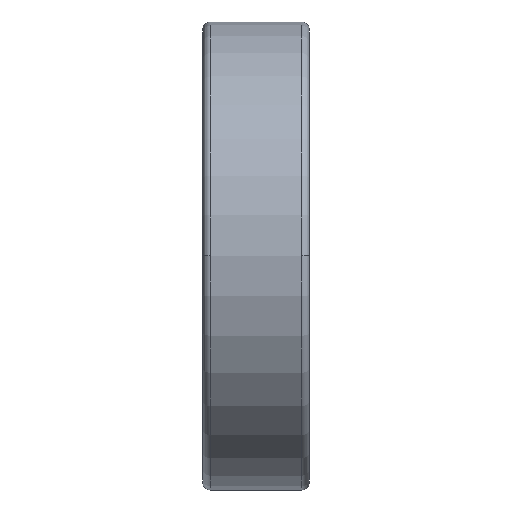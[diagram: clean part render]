
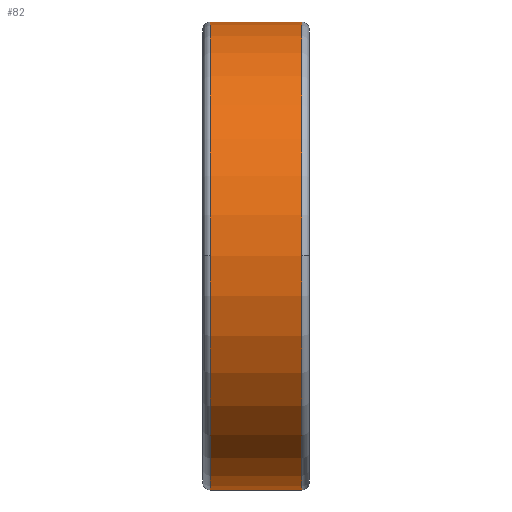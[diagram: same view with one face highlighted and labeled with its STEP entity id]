
A CAD part, top view. The second image highlights one B-rep face of the part: STEP entity #82.
In plain terms, the highlighted cylindrical face has radius 90 mm (diameter 180 mm), a partial arc.
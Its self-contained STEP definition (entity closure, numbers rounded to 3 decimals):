
#82=ADVANCED_FACE('',(#205),#206,.T.);
#205=FACE_OUTER_BOUND('',#467,.T.);
#206=CYLINDRICAL_SURFACE('',#468,90.0);
#467=EDGE_LOOP('',(#753,#754,#755,#756,#757,#758));
#468=AXIS2_PLACEMENT_3D('',#759,#760,#761);
#753=ORIENTED_EDGE('',*,*,#1621,.F.);
#754=ORIENTED_EDGE('',*,*,#1622,.T.);
#755=ORIENTED_EDGE('',*,*,#1623,.T.);
#756=ORIENTED_EDGE('',*,*,#1624,.F.);
#757=ORIENTED_EDGE('',*,*,#1625,.F.);
#758=ORIENTED_EDGE('',*,*,#1617,.F.);
#759=CARTESIAN_POINT('',(20.5,0.0,0.0));
#760=DIRECTION('',(1.0,0.0,0.0));
#761=DIRECTION('',(0.0,1.0,0.0));
#1617=EDGE_CURVE('',#1892,#1894,#1895,.T.);
#1621=EDGE_CURVE('',#1901,#1892,#1902,.T.);
#1622=EDGE_CURVE('',#1901,#1903,#1904,.T.);
#1623=EDGE_CURVE('',#1903,#1905,#1906,.T.);
#1624=EDGE_CURVE('',#1907,#1905,#1908,.T.);
#1625=EDGE_CURVE('',#1894,#1907,#1909,.T.);
#1892=VERTEX_POINT('',#2330);
#1894=VERTEX_POINT('',#2332);
#1895=CIRCLE('',#2333,90.0);
#1901=VERTEX_POINT('',#2339);
#1902=LINE('',#2340,#2341);
#1903=VERTEX_POINT('',#2342);
#1904=CIRCLE('',#2343,90.0);
#1905=VERTEX_POINT('',#2344);
#1906=CIRCLE('',#2345,90.0);
#1907=VERTEX_POINT('',#2346);
#1908=LINE('',#2347,#2348);
#1909=CIRCLE('',#2349,90.0);
#2330=CARTESIAN_POINT('',(38.0,90.0,0.0));
#2332=CARTESIAN_POINT('',(38.0,0.,90.0));
#2333=AXIS2_PLACEMENT_3D('',#2833,#2834,#2835);
#2339=CARTESIAN_POINT('',(3.0,90.0,0.0));
#2340=CARTESIAN_POINT('',(20.5,90.0,0.));
#2341=VECTOR('',#2845,1.0);
#2342=CARTESIAN_POINT('',(3.0,0.,90.0));
#2343=AXIS2_PLACEMENT_3D('',#2846,#2847,#2848);
#2344=CARTESIAN_POINT('',(3.0,-90.0,0.));
#2345=AXIS2_PLACEMENT_3D('',#2849,#2850,#2851);
#2346=CARTESIAN_POINT('',(38.0,-90.0,0.));
#2347=CARTESIAN_POINT('',(20.5,-90.0,0.));
#2348=VECTOR('',#2852,1.0);
#2349=AXIS2_PLACEMENT_3D('',#2853,#2854,#2855);
#2833=CARTESIAN_POINT('',(38.0,0.0,0.0));
#2834=DIRECTION('',(1.0,0.0,0.0));
#2835=DIRECTION('',(0.0,1.0,0.0));
#2845=DIRECTION('',(1.0,0.0,0.0));
#2846=CARTESIAN_POINT('',(3.0,0.0,0.0));
#2847=DIRECTION('',(1.0,0.0,0.0));
#2848=DIRECTION('',(0.0,1.0,0.0));
#2849=CARTESIAN_POINT('',(3.0,0.0,0.0));
#2850=DIRECTION('',(1.0,0.0,0.0));
#2851=DIRECTION('',(0.0,1.0,0.0));
#2852=DIRECTION('',(-1.0,-0.0,-0.0));
#2853=CARTESIAN_POINT('',(38.0,0.0,0.0));
#2854=DIRECTION('',(1.0,0.0,0.0));
#2855=DIRECTION('',(0.0,1.0,0.0));
